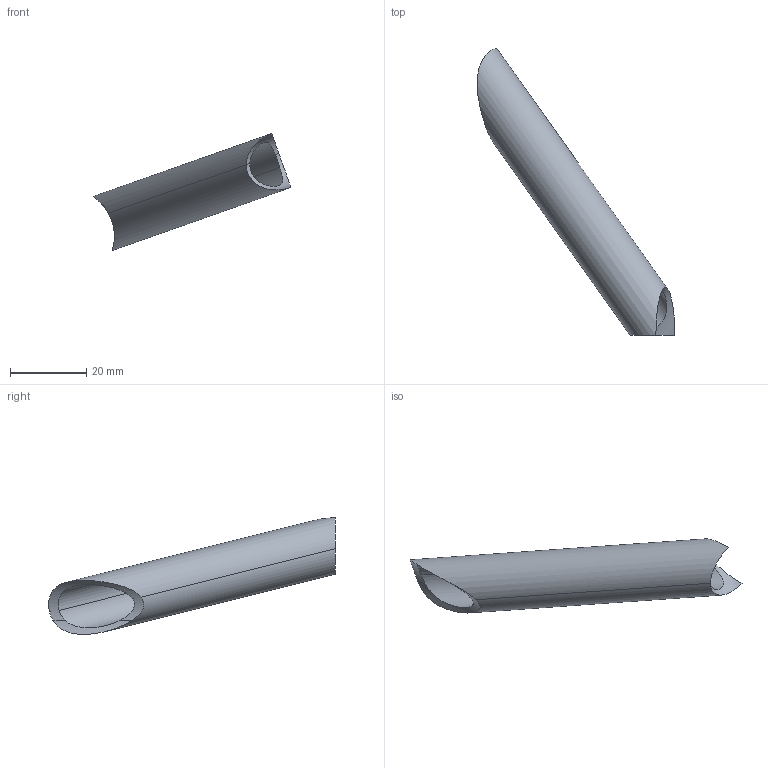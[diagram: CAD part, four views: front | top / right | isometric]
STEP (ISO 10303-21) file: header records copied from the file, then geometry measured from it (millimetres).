
FILE_DESCRIPTION(('CATIA V5 STEP Exchange'),'2;1');
FILE_NAME('Shape_885.stp','2019-05-02T11:51:24+00:00',('none'),('none'),'CATIA Version 5 Release 19 SP 2 (IN-10)','CATIA V5 STEP AP203','none');
FILE_SCHEMA(('CONFIG_CONTROL_DESIGN'));
Length unit declared in the file: millimetre
Products named in the file (1): Shape_885
Bounding box: 51.79 x 75.09 x 30.62 mm (x, y, z)
Volume: 4723.7 mm3; surface area: 6535.6 mm2
Topology: 1 solids, 1 shells, 8 faces, 29 edges, 21 vertices
Faces by surface type: cylinder 8
Entity records: 556 total; most frequent: CARTESIAN_POINT 298, ORIENTED_EDGE 58, EDGE_CURVE 29, DIRECTION 24, B_SPLINE_CURVE_WITH_KNOTS 21, VERTEX_POINT 21, AXIS2_PLACEMENT_3D 9, VECTOR 8
